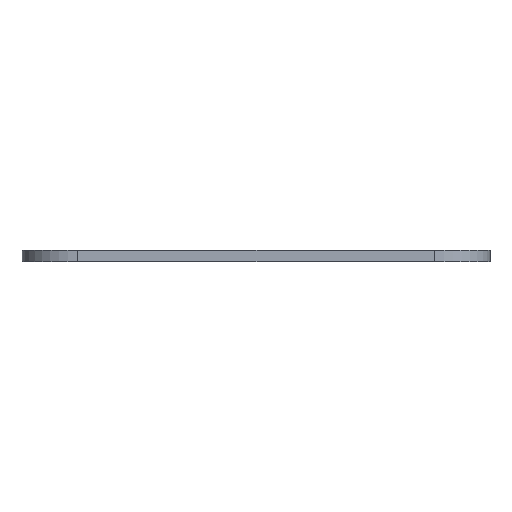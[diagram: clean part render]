
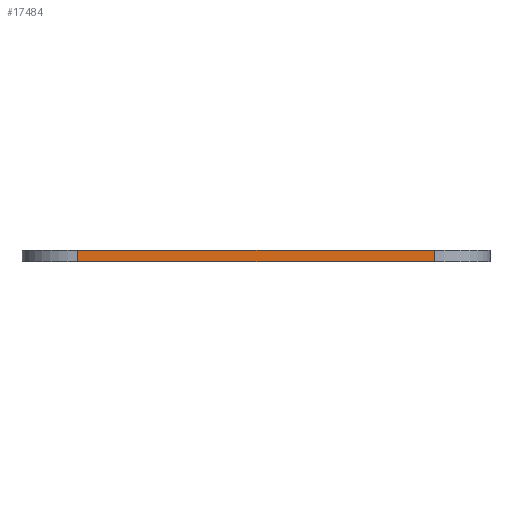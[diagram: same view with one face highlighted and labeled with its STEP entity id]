
A CAD part, front view. The second image highlights one B-rep face of the part: STEP entity #17484.
In plain terms, the highlighted planar face has unit normal (0, -1, 0).
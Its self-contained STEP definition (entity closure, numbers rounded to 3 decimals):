
#359=PLANE('',#17805);
#1275=FACE_OUTER_BOUND('',#2234,.T.);
#2234=EDGE_LOOP('',(#15879,#15880,#15881,#15882));
#3408=LINE('',#36046,#4687);
#3445=LINE('',#36183,#4724);
#3469=LINE('',#36279,#4748);
#3470=LINE('',#36281,#4749);
#4687=VECTOR('',#19361,10.);
#4724=VECTOR('',#19472,10.);
#4748=VECTOR('',#19552,10.);
#4749=VECTOR('',#19555,10.);
#7799=VERTEX_POINT('',#36043);
#7800=VERTEX_POINT('',#36045);
#7862=VERTEX_POINT('',#36180);
#7863=VERTEX_POINT('',#36182);
#10410=EDGE_CURVE('',#7799,#7800,#3408,.T.);
#10476=EDGE_CURVE('',#7862,#7863,#3445,.T.);
#10525=EDGE_CURVE('',#7800,#7862,#3469,.T.);
#10526=EDGE_CURVE('',#7863,#7799,#3470,.T.);
#15879=ORIENTED_EDGE('',*,*,#10525,.F.);
#15880=ORIENTED_EDGE('',*,*,#10410,.F.);
#15881=ORIENTED_EDGE('',*,*,#10526,.F.);
#15882=ORIENTED_EDGE('',*,*,#10476,.F.);
#17484=ADVANCED_FACE('',(#1275),#359,.T.);
#17805=AXIS2_PLACEMENT_3D('',#36372,#19691,#19692);
#19361=DIRECTION('',(1.,0.,0.));
#19472=DIRECTION('',(-1.,0.,0.));
#19552=DIRECTION('',(0.,0.,-1.));
#19555=DIRECTION('',(0.,0.,1.));
#19691=DIRECTION('center_axis',(0.,-1.,0.));
#19692=DIRECTION('ref_axis',(1.,0.,0.));
#36043=CARTESIAN_POINT('',(13.546,-88.096,1.5));
#36045=CARTESIAN_POINT('',(61.546,-88.096,1.5));
#36046=CARTESIAN_POINT('',(69.046,-88.096,1.5));
#36180=CARTESIAN_POINT('',(61.546,-88.096,0.));
#36182=CARTESIAN_POINT('',(13.546,-88.096,0.));
#36183=CARTESIAN_POINT('',(69.046,-88.096,0.));
#36279=CARTESIAN_POINT('',(61.546,-88.096,0.));
#36281=CARTESIAN_POINT('',(13.546,-88.096,0.));
#36372=CARTESIAN_POINT('Origin',(6.046,-88.096,0.));
